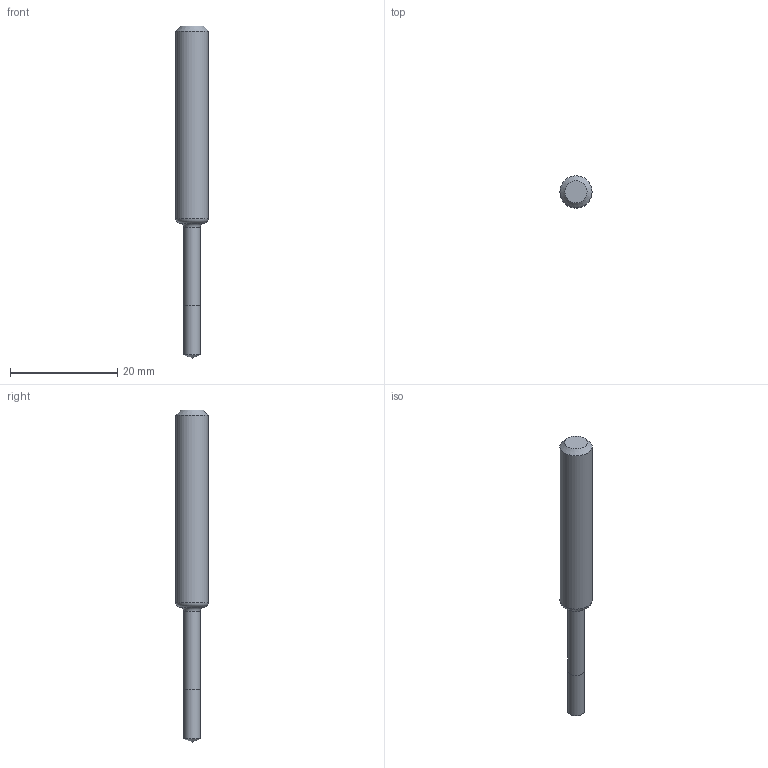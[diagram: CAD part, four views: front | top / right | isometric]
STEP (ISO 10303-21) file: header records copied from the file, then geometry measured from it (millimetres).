
FILE_DESCRIPTION(/* description */ (''),/* implementation_level */ '2;1');
FILE_NAME(/* name */ 'TOOL.STP',/* time_stamp */ '2023-08-07T09:29:38+02:00',/* author */ (''),/* organization */ ('SMS'),/* preprocessor_version */ 'ST-DEVELOPER v16.7',/* originating_system */ 'SIEMENS PLM Software NX 12.0',/* authorisation */ '');
FILE_SCHEMA (('AUTOMOTIVE_DESIGN { 1 0 10303 214 3 1 1 1 }'));
Length unit declared in the file: millimetre
Products named in the file (1): Tool
Bounding box: 6 x 6 x 62 mm (x, y, z)
Volume: 1219.5 mm3; surface area: 984.5 mm2
Topology: 2 solids, 2 shells, 10 faces, 17 edges, 13 vertices
Faces by surface type: cylinder 3, plane 3, torus 2, cone 2
Full cylindrical faces by diameter (mm): 3.1 x2, 6 x1
Entity records: 284 total; most frequent: CARTESIAN_POINT 47, DIRECTION 44, AXIS2_PLACEMENT_3D 22, EDGE_LOOP 16, ORIENTED_EDGE 16, FACE_BOUND 14, ADVANCED_FACE 10, VERTEX_POINT 9
